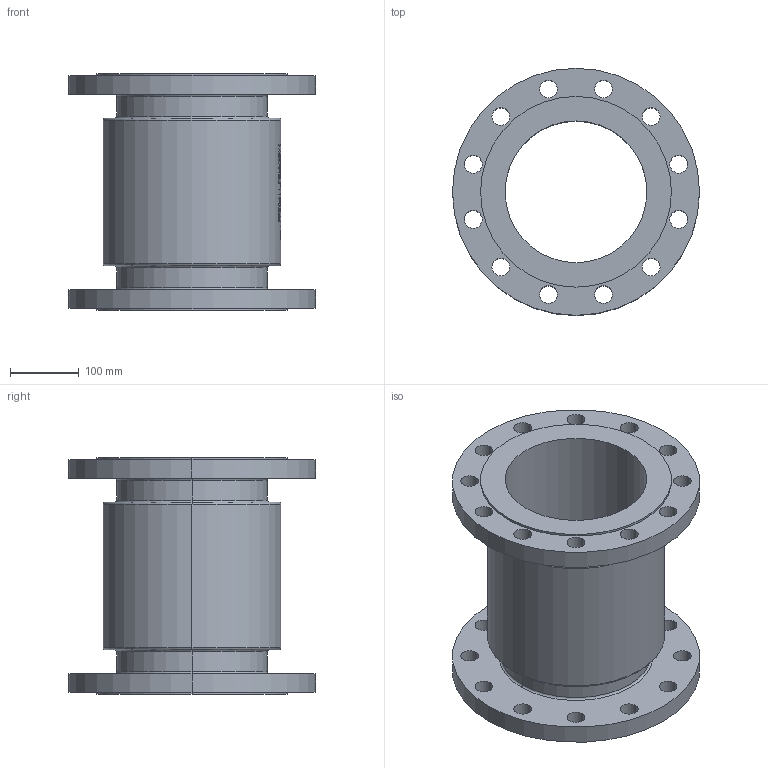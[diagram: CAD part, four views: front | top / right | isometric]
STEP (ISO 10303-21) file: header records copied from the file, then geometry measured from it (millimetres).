
FILE_DESCRIPTION (( 'STEP AP214' ), '1' );
FILE_NAME ('7120000_DN200_PN25_1190552.STEP', '2022-02-23T09:52:00', ( 'axxx' ), ( 'Hewlett-Packard Company' ), 'SwSTEP 2.0', 'SolidWorks 2019', '' );
FILE_SCHEMA (( 'AUTOMOTIVE_DESIGN' ));
Length unit declared in the file: millimetre
Products named in the file (1): 7120000_DN200_PN25_1190552
Bounding box: 360 x 360 x 345 mm (x, y, z)
Volume: 7928035.5 mm3; surface area: 835264.8 mm2
Topology: 1 solids, 1 shells, 553 faces, 1446 edges, 960 vertices
Faces by surface type: plane 237, bspline 222, cylinder 82, torus 12
Entity records: 31180 total; most frequent: CARTESIAN_POINT 18886, ORIENTED_EDGE 2892, DIRECTION 1828, EDGE_CURVE 1446, VERTEX_POINT 960, VECTOR 748, LINE 748, EDGE_LOOP 668
